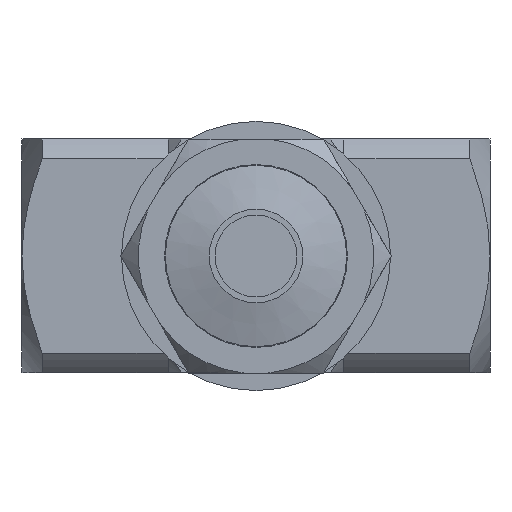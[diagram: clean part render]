
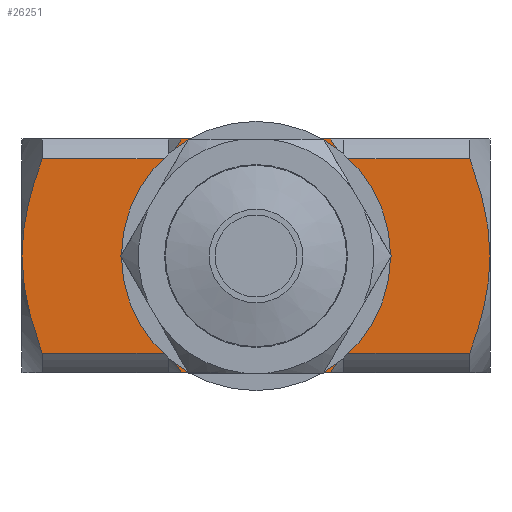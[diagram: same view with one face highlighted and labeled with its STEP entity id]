
A CAD part, front view. The second image highlights one B-rep face of the part: STEP entity #26251.
In plain terms, the highlighted planar face has unit normal (0, -1, 0).
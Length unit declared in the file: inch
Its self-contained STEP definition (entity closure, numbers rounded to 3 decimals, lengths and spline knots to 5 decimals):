
#1572=LINE('',#32907,#4172);
#4007=LINE('',#45661,#6607);
#4012=LINE('',#45745,#6612);
#4013=LINE('',#45751,#6613);
#4014=LINE('',#45789,#6614);
#4015=LINE('',#45806,#6615);
#4172=VECTOR('',#27846,0.3937);
#6607=VECTOR('',#31783,0.3937);
#6612=VECTOR('',#31868,0.3937);
#6613=VECTOR('',#31877,0.3937);
#6614=VECTOR('',#31920,0.3937);
#6615=VECTOR('',#31943,0.3937);
#6736=(
BOUNDED_CURVE()
B_SPLINE_CURVE(2,(#45731,#45732,#45733),.UNSPECIFIED.,.F.,.F.)
B_SPLINE_CURVE_WITH_KNOTS((3,3),(1.52621,1.93378),
 .UNSPECIFIED.)
CURVE()
GEOMETRIC_REPRESENTATION_ITEM()
RATIONAL_B_SPLINE_CURVE((1.015,1.009,1.))
REPRESENTATION_ITEM('')
);
#6737=(
BOUNDED_CURVE()
B_SPLINE_CURVE(2,(#45737,#45738,#45739),.UNSPECIFIED.,.F.,.F.)
B_SPLINE_CURVE_WITH_KNOTS((3,3),(0.,0.40758),.UNSPECIFIED.)
CURVE()
GEOMETRIC_REPRESENTATION_ITEM()
RATIONAL_B_SPLINE_CURVE((1.,1.009,1.015))
REPRESENTATION_ITEM('')
);
#6738=(
BOUNDED_CURVE()
B_SPLINE_CURVE(2,(#45755,#45756,#45757),.UNSPECIFIED.,.F.,.F.)
B_SPLINE_CURVE_WITH_KNOTS((3,3),(0.,1.35251),.UNSPECIFIED.)
CURVE()
GEOMETRIC_REPRESENTATION_ITEM()
RATIONAL_B_SPLINE_CURVE((1.,1.072,1.))
REPRESENTATION_ITEM('')
);
#6739=(
BOUNDED_CURVE()
B_SPLINE_CURVE(2,(#45762,#45763,#45764),.UNSPECIFIED.,.F.,.F.)
B_SPLINE_CURVE_WITH_KNOTS((3,3),(1.35251,2.70503),
 .UNSPECIFIED.)
CURVE()
GEOMETRIC_REPRESENTATION_ITEM()
RATIONAL_B_SPLINE_CURVE((1.,1.072,1.))
REPRESENTATION_ITEM('')
);
#6740=(
BOUNDED_CURVE()
B_SPLINE_CURVE(2,(#45773,#45774,#45775),.UNSPECIFIED.,.F.,.F.)
B_SPLINE_CURVE_WITH_KNOTS((3,3),(1.52621,1.93378),
 .UNSPECIFIED.)
CURVE()
GEOMETRIC_REPRESENTATION_ITEM()
RATIONAL_B_SPLINE_CURVE((1.015,1.009,1.))
REPRESENTATION_ITEM('')
);
#6741=(
BOUNDED_CURVE()
B_SPLINE_CURVE(2,(#45778,#45779,#45780),.UNSPECIFIED.,.F.,.F.)
B_SPLINE_CURVE_WITH_KNOTS((3,3),(0.,0.40758),.UNSPECIFIED.)
CURVE()
GEOMETRIC_REPRESENTATION_ITEM()
RATIONAL_B_SPLINE_CURVE((1.,1.009,1.015))
REPRESENTATION_ITEM('')
);
#6742=(
BOUNDED_CURVE()
B_SPLINE_CURVE(2,(#45797,#45798,#45799),.UNSPECIFIED.,.F.,.F.)
B_SPLINE_CURVE_WITH_KNOTS((3,3),(0.,1.35251),.UNSPECIFIED.)
CURVE()
GEOMETRIC_REPRESENTATION_ITEM()
RATIONAL_B_SPLINE_CURVE((1.,1.072,1.))
REPRESENTATION_ITEM('')
);
#6743=(
BOUNDED_CURVE()
B_SPLINE_CURVE(2,(#45809,#45810,#45811),.UNSPECIFIED.,.F.,.F.)
B_SPLINE_CURVE_WITH_KNOTS((3,3),(1.35251,2.70503),
 .UNSPECIFIED.)
CURVE()
GEOMETRIC_REPRESENTATION_ITEM()
RATIONAL_B_SPLINE_CURVE((1.,1.072,1.))
REPRESENTATION_ITEM('')
);
#7587=PLANE('',#27382);
#7781=FACE_BOUND('',#10726,.T.);
#9166=FACE_OUTER_BOUND('',#10725,.T.);
#10725=EDGE_LOOP('',(#24332,#24333,#24334,#24335,#24336,#24337,#24338,#24339,
#24340,#24341,#24342,#24343,#24344,#24345));
#10726=EDGE_LOOP('',(#24346));
#11033=CIRCLE('',#27383,0.31469);
#11234=VERTEX_POINT('',#32867);
#11245=VERTEX_POINT('',#32903);
#13461=VERTEX_POINT('',#45656);
#13462=VERTEX_POINT('',#45660);
#13472=VERTEX_POINT('',#45730);
#13473=VERTEX_POINT('',#45736);
#13474=VERTEX_POINT('',#45744);
#13475=VERTEX_POINT('',#45750);
#13476=VERTEX_POINT('',#45754);
#13477=VERTEX_POINT('',#45771);
#13478=VERTEX_POINT('',#45777);
#13479=VERTEX_POINT('',#45787);
#13480=VERTEX_POINT('',#45795);
#13481=VERTEX_POINT('',#45805);
#13482=VERTEX_POINT('',#45815);
#13791=EDGE_CURVE('',#11234,#11245,#1572,.T.);
#17114=EDGE_CURVE('',#13461,#13462,#4007,.T.);
#17127=EDGE_CURVE('',#13461,#13472,#6736,.T.);
#17129=EDGE_CURVE('',#13473,#11234,#6737,.T.);
#17132=EDGE_CURVE('',#13472,#13474,#4012,.T.);
#17135=EDGE_CURVE('',#13475,#13473,#4013,.T.);
#17137=EDGE_CURVE('',#13474,#13476,#6738,.T.);
#17140=EDGE_CURVE('',#13476,#13475,#6739,.T.);
#17145=EDGE_CURVE('',#11245,#13477,#6740,.T.);
#17146=EDGE_CURVE('',#13478,#13462,#6741,.T.);
#17151=EDGE_CURVE('',#13477,#13479,#4014,.T.);
#17155=EDGE_CURVE('',#13479,#13480,#6742,.T.);
#17158=EDGE_CURVE('',#13481,#13478,#4015,.T.);
#17160=EDGE_CURVE('',#13480,#13481,#6743,.T.);
#17162=EDGE_CURVE('',#13482,#13482,#11033,.T.);
#24332=ORIENTED_EDGE('',*,*,#17127,.T.);
#24333=ORIENTED_EDGE('',*,*,#17132,.T.);
#24334=ORIENTED_EDGE('',*,*,#17137,.T.);
#24335=ORIENTED_EDGE('',*,*,#17140,.T.);
#24336=ORIENTED_EDGE('',*,*,#17135,.T.);
#24337=ORIENTED_EDGE('',*,*,#17129,.T.);
#24338=ORIENTED_EDGE('',*,*,#13791,.T.);
#24339=ORIENTED_EDGE('',*,*,#17145,.T.);
#24340=ORIENTED_EDGE('',*,*,#17151,.T.);
#24341=ORIENTED_EDGE('',*,*,#17155,.T.);
#24342=ORIENTED_EDGE('',*,*,#17160,.T.);
#24343=ORIENTED_EDGE('',*,*,#17158,.T.);
#24344=ORIENTED_EDGE('',*,*,#17146,.T.);
#24345=ORIENTED_EDGE('',*,*,#17114,.F.);
#24346=ORIENTED_EDGE('',*,*,#17162,.F.);
#26251=ADVANCED_FACE('',(#9166,#7781),#7587,.T.);
#27382=AXIS2_PLACEMENT_3D('',#45814,#31952,#31953);
#27383=AXIS2_PLACEMENT_3D('',#45816,#31954,#31955);
#27846=DIRECTION('',(1.,0.,0.));
#31783=DIRECTION('',(1.,0.,0.));
#31868=DIRECTION('',(-1.,0.,0.));
#31877=DIRECTION('',(1.,0.,0.));
#31920=DIRECTION('',(1.,0.,0.));
#31943=DIRECTION('',(-1.,0.,0.));
#31952=DIRECTION('center_axis',(0.,-1.,0.));
#31953=DIRECTION('ref_axis',(0.,0.,-1.));
#31954=DIRECTION('center_axis',(0.,-1.,0.));
#31955=DIRECTION('ref_axis',(-1.,0.,0.));
#32867=CARTESIAN_POINT('',(0.85263,-0.625,-0.625));
#32903=CARTESIAN_POINT('',(1.64737,-0.625,-0.625));
#32907=CARTESIAN_POINT('',(0.,-0.625,-0.625));
#45656=CARTESIAN_POINT('',(0.85263,-0.625,0.625));
#45660=CARTESIAN_POINT('',(1.64737,-0.625,0.625));
#45661=CARTESIAN_POINT('',(0.,-0.625,0.625));
#45730=CARTESIAN_POINT('',(0.78125,-0.625,0.51916));
#45731=CARTESIAN_POINT('Ctrl Pts',(0.85263,-0.625,0.625));
#45732=CARTESIAN_POINT('Ctrl Pts',(0.81364,-0.625,0.56986));
#45733=CARTESIAN_POINT('Ctrl Pts',(0.78125,-0.625,0.51916));
#45736=CARTESIAN_POINT('',(0.78125,-0.625,-0.51916));
#45737=CARTESIAN_POINT('Ctrl Pts',(0.78125,-0.625,-0.51916));
#45738=CARTESIAN_POINT('Ctrl Pts',(0.81364,-0.625,-0.56986));
#45739=CARTESIAN_POINT('Ctrl Pts',(0.85263,-0.625,-0.625));
#45744=CARTESIAN_POINT('',(0.10825,-0.625,0.51916));
#45745=CARTESIAN_POINT('',(0.46279,-0.625,0.51916));
#45750=CARTESIAN_POINT('',(0.10825,-0.625,-0.51916));
#45751=CARTESIAN_POINT('',(0.46279,-0.625,-0.51916));
#45754=CARTESIAN_POINT('',(0.,-0.625,0.));
#45755=CARTESIAN_POINT('Ctrl Pts',(0.10825,-0.625,0.51916));
#45756=CARTESIAN_POINT('Ctrl Pts',(0.,-0.625,0.22572));
#45757=CARTESIAN_POINT('Ctrl Pts',(0.,-0.625,0.));
#45762=CARTESIAN_POINT('Ctrl Pts',(0.,-0.625,0.));
#45763=CARTESIAN_POINT('Ctrl Pts',(0.,-0.625,-0.22572));
#45764=CARTESIAN_POINT('Ctrl Pts',(0.10825,-0.625,-0.51916));
#45771=CARTESIAN_POINT('',(1.71875,-0.625,-0.51916));
#45773=CARTESIAN_POINT('Ctrl Pts',(1.64737,-0.625,-0.625));
#45774=CARTESIAN_POINT('Ctrl Pts',(1.68636,-0.625,-0.56986));
#45775=CARTESIAN_POINT('Ctrl Pts',(1.71875,-0.625,-0.51916));
#45777=CARTESIAN_POINT('',(1.71875,-0.625,0.51916));
#45778=CARTESIAN_POINT('Ctrl Pts',(1.71875,-0.625,0.51916));
#45779=CARTESIAN_POINT('Ctrl Pts',(1.68636,-0.625,0.56986));
#45780=CARTESIAN_POINT('Ctrl Pts',(1.64737,-0.625,0.625));
#45787=CARTESIAN_POINT('',(2.39175,-0.625,-0.51916));
#45789=CARTESIAN_POINT('',(2.3737,-0.625,-0.51916));
#45795=CARTESIAN_POINT('',(2.5,-0.625,0.));
#45797=CARTESIAN_POINT('Ctrl Pts',(2.39175,-0.625,-0.51916));
#45798=CARTESIAN_POINT('Ctrl Pts',(2.5,-0.625,-0.22572));
#45799=CARTESIAN_POINT('Ctrl Pts',(2.5,-0.625,0.));
#45805=CARTESIAN_POINT('',(2.39175,-0.625,0.51916));
#45806=CARTESIAN_POINT('',(2.3737,-0.625,0.51916));
#45809=CARTESIAN_POINT('Ctrl Pts',(2.5,-0.625,0.));
#45810=CARTESIAN_POINT('Ctrl Pts',(2.5,-0.625,0.22572));
#45811=CARTESIAN_POINT('Ctrl Pts',(2.39175,-0.625,0.51916));
#45814=CARTESIAN_POINT('Origin',(0.,-0.625,0.625));
#45815=CARTESIAN_POINT('',(1.56469,-0.625,0.));
#45816=CARTESIAN_POINT('Origin',(1.25,-0.625,0.));
